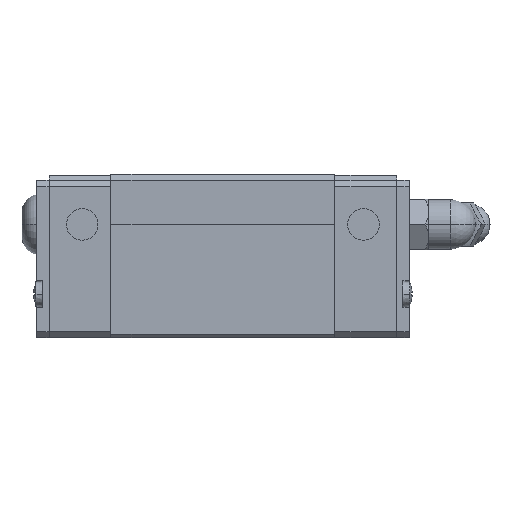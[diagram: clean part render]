
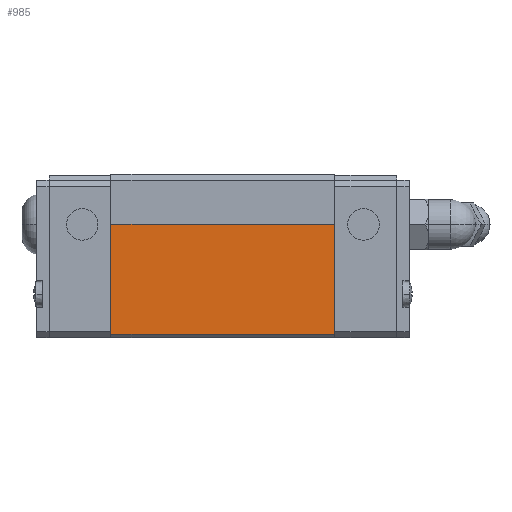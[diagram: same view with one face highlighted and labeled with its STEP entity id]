
A CAD part, left-side view. The second image highlights one B-rep face of the part: STEP entity #985.
In plain terms, the highlighted planar face has unit normal (-1, 0, 0).
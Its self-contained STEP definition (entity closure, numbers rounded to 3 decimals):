
#985=ADVANCED_FACE('',(#2015),#2016,.T.);
#2015=FACE_OUTER_BOUND('',#3081,.T.);
#2016=PLANE('',#3082);
#3081=EDGE_LOOP('',(#6097,#6098,#6099,#6100,#6101,#6102));
#3082=AXIS2_PLACEMENT_3D('',#6103,#6104,#6105);
#6097=ORIENTED_EDGE('',*,*,#7511,.F.);
#6098=ORIENTED_EDGE('',*,*,#7539,.F.);
#6099=ORIENTED_EDGE('',*,*,#7432,.F.);
#6100=ORIENTED_EDGE('',*,*,#7348,.F.);
#6101=ORIENTED_EDGE('',*,*,#7537,.T.);
#6102=ORIENTED_EDGE('',*,*,#6844,.F.);
#6103=CARTESIAN_POINT('',(-23.6,29.551,8.5));
#6104=DIRECTION('',(-1.0,0.0,0.0));
#6105=DIRECTION('',(0.0,0.0,1.0));
#6844=EDGE_CURVE('',#8371,#8372,#8373,.T.);
#7348=EDGE_CURVE('',#9105,#9106,#9107,.T.);
#7432=EDGE_CURVE('',#9106,#9226,#9227,.T.);
#7511=EDGE_CURVE('',#9309,#8371,#9311,.T.);
#7537=EDGE_CURVE('',#9105,#8372,#9337,.T.);
#7539=EDGE_CURVE('',#9226,#9309,#9339,.T.);
#8371=VERTEX_POINT('',#10991);
#8372=VERTEX_POINT('',#10992);
#8373=LINE('',#10993,#10994);
#9105=VERTEX_POINT('',#12437);
#9106=VERTEX_POINT('',#12438);
#9107=LINE('',#12439,#12440);
#9226=VERTEX_POINT('',#12613);
#9227=LINE('',#12614,#12615);
#9309=VERTEX_POINT('',#12738);
#9311=LINE('',#12741,#12742);
#9337=LINE('',#12780,#12781);
#9339=LINE('',#12783,#12784);
#10991=CARTESIAN_POINT('',(-23.6,47.301,7.91));
#10992=CARTESIAN_POINT('',(-23.6,47.301,25.0));
#10993=CARTESIAN_POINT('',(-23.6,47.301,14.25));
#10994=VECTOR('',#13426,1.0);
#12437=CARTESIAN_POINT('',(-23.6,11.801,25.0));
#12438=CARTESIAN_POINT('',(-23.6,11.801,7.91));
#12439=CARTESIAN_POINT('',(-23.6,11.801,14.25));
#12440=VECTOR('',#13888,1.0);
#12613=CARTESIAN_POINT('',(-23.6,11.801,7.6));
#12614=CARTESIAN_POINT('',(-23.6,11.801,14.25));
#12615=VECTOR('',#13961,1.0);
#12738=CARTESIAN_POINT('',(-23.6,47.301,7.6));
#12741=CARTESIAN_POINT('',(-23.6,47.301,14.25));
#12742=VECTOR('',#14004,1.0);
#12780=CARTESIAN_POINT('',(-23.6,29.551,25.0));
#12781=VECTOR('',#14023,1.0);
#12783=CARTESIAN_POINT('',(-23.6,38.426,7.6));
#12784=VECTOR('',#14024,1.0);
#13426=DIRECTION('',(0.0,0.0,1.0));
#13888=DIRECTION('',(-0.0,-0.0,-1.0));
#13961=DIRECTION('',(-0.0,-0.0,-1.0));
#14004=DIRECTION('',(0.0,0.0,1.0));
#14023=DIRECTION('',(0.0,1.0,0.0));
#14024=DIRECTION('',(0.0,1.0,-0.0));
